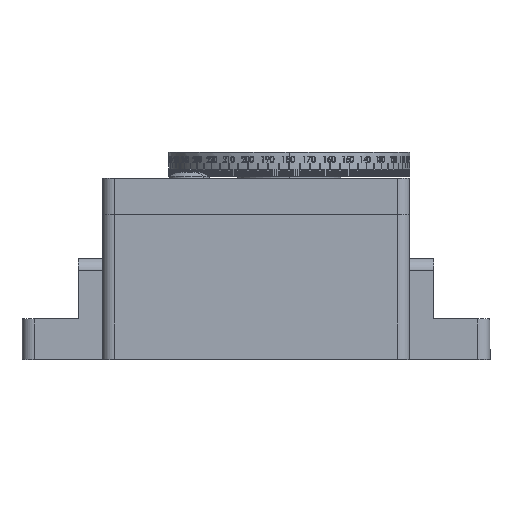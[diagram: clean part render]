
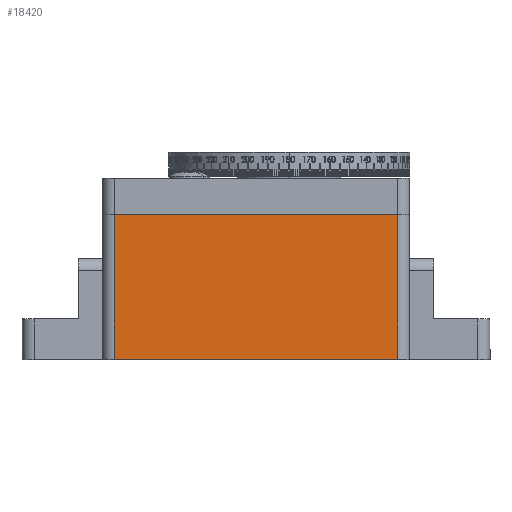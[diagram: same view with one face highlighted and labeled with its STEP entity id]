
A CAD part, top view. The second image highlights one B-rep face of the part: STEP entity #18420.
In plain terms, the highlighted planar face has unit normal (0, 0, 1).
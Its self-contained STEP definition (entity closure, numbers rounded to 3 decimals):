
#4890 = ORIENTED_EDGE ( 'NONE', *, *, #84035, .T. ) ;
#5671 = CARTESIAN_POINT ( 'NONE',  ( 3., -36., 82. ) ) ;
#5988 = DIRECTION ( 'NONE',  ( 1., 0., 0. ) ) ;
#12730 = DIRECTION ( 'NONE',  ( 0., 0., 1. ) ) ;
#13977 = LINE ( 'NONE', #103919, #34543 ) ;
#16798 = EDGE_CURVE ( 'NONE', #76710, #66069, #87506, .T. ) ;
#17427 = VECTOR ( 'NONE', #109577, 1000. ) ;
#18420 = ADVANCED_FACE ( 'NONE', ( #72016 ), #64991, .T. ) ;
#20355 = ORIENTED_EDGE ( 'NONE', *, *, #66373, .F. ) ;
#24059 = VERTEX_POINT ( 'NONE', #91003 ) ;
#32093 = CARTESIAN_POINT ( 'NONE',  ( 3., -36., 82. ) ) ;
#34543 = VECTOR ( 'NONE', #86244, 1000. ) ;
#38924 = CARTESIAN_POINT ( 'NONE',  ( 3., 0., 82. ) ) ;
#39297 = VECTOR ( 'NONE', #5988, 1000. ) ;
#48527 = ORIENTED_EDGE ( 'NONE', *, *, #109365, .T. ) ;
#53086 = DIRECTION ( 'NONE',  ( 0., 1., 0. ) ) ;
#61880 = VECTOR ( 'NONE', #53086, 1000. ) ;
#64991 = PLANE ( 'NONE',  #101697 ) ;
#65375 = CARTESIAN_POINT ( 'NONE',  ( 3., -36., 82. ) ) ;
#66069 = VERTEX_POINT ( 'NONE', #90508 ) ;
#66373 = EDGE_CURVE ( 'NONE', #71925, #76710, #13977, .T. ) ;
#71925 = VERTEX_POINT ( 'NONE', #5671 ) ;
#72016 = FACE_OUTER_BOUND ( 'NONE', #109219, .T. ) ;
#74229 = ORIENTED_EDGE ( 'NONE', *, *, #16798, .F. ) ;
#74241 = DIRECTION ( 'NONE',  ( 0., -1., 0. ) ) ;
#76710 = VERTEX_POINT ( 'NONE', #38924 ) ;
#84035 = EDGE_CURVE ( 'NONE', #71925, #24059, #88763, .T. ) ;
#86244 = DIRECTION ( 'NONE',  ( 0., 1., 0. ) ) ;
#87506 = LINE ( 'NONE', #100715, #17427 ) ;
#87985 = LINE ( 'NONE', #96878, #61880 ) ;
#88763 = LINE ( 'NONE', #32093, #39297 ) ;
#90508 = CARTESIAN_POINT ( 'NONE',  ( 73.5, 0., 82. ) ) ;
#91003 = CARTESIAN_POINT ( 'NONE',  ( 73.5, -36., 82. ) ) ;
#96878 = CARTESIAN_POINT ( 'NONE',  ( 73.5, -36., 82. ) ) ;
#100715 = CARTESIAN_POINT ( 'NONE',  ( 3., 0., 82. ) ) ;
#101697 = AXIS2_PLACEMENT_3D ( 'NONE', #65375, #12730, #74241 ) ;
#103919 = CARTESIAN_POINT ( 'NONE',  ( 3., -36., 82. ) ) ;
#109219 = EDGE_LOOP ( 'NONE', ( #74229, #20355, #4890, #48527 ) ) ;
#109365 = EDGE_CURVE ( 'NONE', #24059, #66069, #87985, .T. ) ;
#109577 = DIRECTION ( 'NONE',  ( 1., 0., 0. ) ) ;
